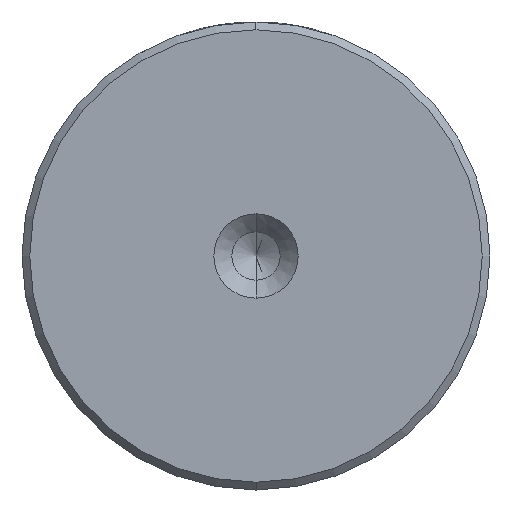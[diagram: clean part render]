
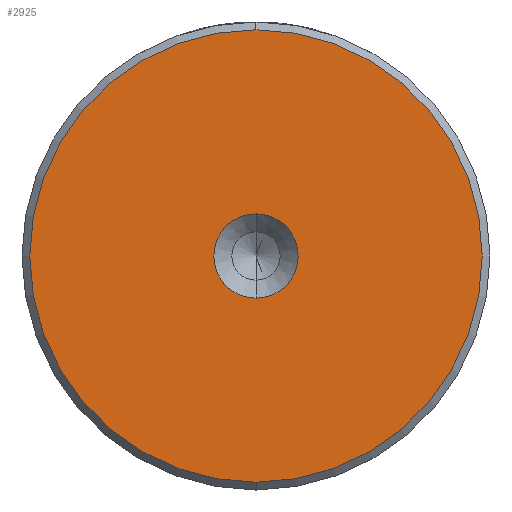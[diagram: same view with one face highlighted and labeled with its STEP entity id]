
A CAD part, left-side view. The second image highlights one B-rep face of the part: STEP entity #2925.
In plain terms, the highlighted planar face has unit normal (-1, 0, 0).
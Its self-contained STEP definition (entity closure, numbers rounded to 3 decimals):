
#26 = FACE_OUTER_BOUND ( 'NONE', #1758, .T. ) ;
#73 = ORIENTED_EDGE ( 'NONE', *, *, #2570, .T. ) ;
#116 = VERTEX_POINT ( 'NONE', #2190 ) ;
#199 = DIRECTION ( 'NONE',  ( 0., 0., 1. ) ) ;
#209 = DIRECTION ( 'NONE',  ( -1., 0., 0. ) ) ;
#218 = CARTESIAN_POINT ( 'NONE',  ( 0., 0., 0. ) ) ;
#230 = VERTEX_POINT ( 'NONE', #2563 ) ;
#319 = EDGE_CURVE ( 'NONE', #116, #722, #553, .T. ) ;
#366 = CIRCLE ( 'NONE', #2187, 2.7 ) ;
#367 = PLANE ( 'NONE',  #1486 ) ;
#540 = ORIENTED_EDGE ( 'NONE', *, *, #588, .F. ) ;
#547 = AXIS2_PLACEMENT_3D ( 'NONE', #619, #2211, #834 ) ;
#553 = CIRCLE ( 'NONE', #1623, 2.7 ) ;
#588 = EDGE_CURVE ( 'NONE', #722, #116, #366, .T. ) ;
#619 = CARTESIAN_POINT ( 'NONE',  ( 0., 0., 0. ) ) ;
#722 = VERTEX_POINT ( 'NONE', #1444 ) ;
#773 = DIRECTION ( 'NONE',  ( 0., 0., 1. ) ) ;
#814 = DIRECTION ( 'NONE',  ( -1., 0., 0. ) ) ;
#834 = DIRECTION ( 'NONE',  ( 0., 0., 1. ) ) ;
#838 = CARTESIAN_POINT ( 'NONE',  ( 0., 0., 0. ) ) ;
#871 = EDGE_CURVE ( 'NONE', #2580, #230, #879, .T. ) ;
#879 = CIRCLE ( 'NONE', #547, 14.5 ) ;
#997 = ORIENTED_EDGE ( 'NONE', *, *, #871, .T. ) ;
#1058 = DIRECTION ( 'NONE',  ( -1., 0., 0. ) ) ;
#1070 = DIRECTION ( 'NONE',  ( 0., 0., 1. ) ) ;
#1444 = CARTESIAN_POINT ( 'NONE',  ( 0., 0., 2.7 ) ) ;
#1486 = AXIS2_PLACEMENT_3D ( 'NONE', #2197, #814, #2417 ) ;
#1521 = CARTESIAN_POINT ( 'NONE',  ( 0., 0., 14.5 ) ) ;
#1605 = EDGE_LOOP ( 'NONE', ( #540, #2825 ) ) ;
#1623 = AXIS2_PLACEMENT_3D ( 'NONE', #218, #209, #773 ) ;
#1758 = EDGE_LOOP ( 'NONE', ( #73, #997 ) ) ;
#1791 = CARTESIAN_POINT ( 'NONE',  ( 0., 0., 0. ) ) ;
#2154 = FACE_BOUND ( 'NONE', #1605, .T. ) ;
#2187 = AXIS2_PLACEMENT_3D ( 'NONE', #1791, #1058, #199 ) ;
#2190 = CARTESIAN_POINT ( 'NONE',  ( 0., 0., -2.7 ) ) ;
#2197 = CARTESIAN_POINT ( 'NONE',  ( 0., 0., 0. ) ) ;
#2211 = DIRECTION ( 'NONE',  ( -1., 0., 0. ) ) ;
#2417 = DIRECTION ( 'NONE',  ( 0., 0., 1. ) ) ;
#2448 = DIRECTION ( 'NONE',  ( -1., 0., 0. ) ) ;
#2563 = CARTESIAN_POINT ( 'NONE',  ( 0., 0., -14.5 ) ) ;
#2570 = EDGE_CURVE ( 'NONE', #230, #2580, #2865, .T. ) ;
#2580 = VERTEX_POINT ( 'NONE', #1521 ) ;
#2796 = AXIS2_PLACEMENT_3D ( 'NONE', #838, #2448, #1070 ) ;
#2825 = ORIENTED_EDGE ( 'NONE', *, *, #319, .F. ) ;
#2865 = CIRCLE ( 'NONE', #2796, 14.5 ) ;
#2925 = ADVANCED_FACE ( 'NONE', ( #26, #2154 ), #367, .T. ) ;
